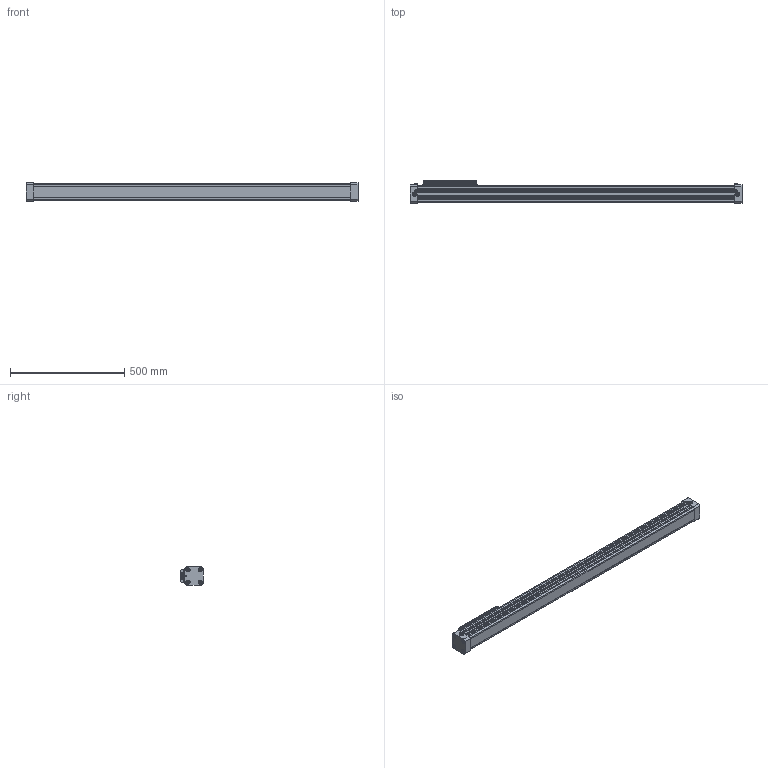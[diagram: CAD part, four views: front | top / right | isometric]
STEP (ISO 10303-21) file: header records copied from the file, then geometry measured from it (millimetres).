
FILE_DESCRIPTION(/* description */ ('STEP AP214'),/* implementation_level */ '2;1');
FILE_NAME(/* name */ '1605.50.1100.01.M(0)',/* time_stamp */ '2022-08-17T14:47:54+02:00',/* author */ ('License CC BY-ND 4.0'),/* organization */ ('CADENAS'),/* preprocessor_version */ 'ST-DEVELOPER v18.102',/* originating_system */ 'PARTsolutions',/* authorisation */ ' ');
FILE_SCHEMA (('AUTOMOTIVE_DESIGN {1 0 10303 214 3 1 1}'));
Length unit declared in the file: millimetre
Products named in the file (6): 1605.50.1100.01.M(0); 1650/113; 1650/102; 1650/112 (1100-0); 1650/101; 1605.50.1100.01.M(0-0)-DUMMY
Assembly tree (5 placements, depth 2):
  1605.50.1100.01.M(0)
    1650/113
    1650/102
    1650/112 (1100-0)
    1650/101
    1605.50.1100.01.M(0-0)-DUMMY
Bounding box: 1450 x 98 x 80 mm (x, y, z)
Volume: 5731953.8 mm3; surface area: 832064.7 mm2
Topology: 4 solids, 6 shells, 749 faces, 1920 edges, 1236 vertices
Faces by surface type: plane 543, cylinder 138, cone 46, torus 22
Full cylindrical faces by diameter (mm): 4.5 x2, 4.917 x8, 5.5 x2, 5.8 x2, 6 x14, 6.5 x4, 6.647 x8, 7 x4, 8 x10, 10.5 x2, 11.445 x2, 18 x8, 18.5 x2, 19 x8, 50 x3
Entity records: 26086 total; most frequent: CARTESIAN_POINT 3732, DIRECTION 3462, ORIENTED_EDGE 3348, EDGE_CURVE 1674, LINE 1272, VECTOR 1272, VERTEX_POINT 1172, AXIS2_PLACEMENT_3D 1095
